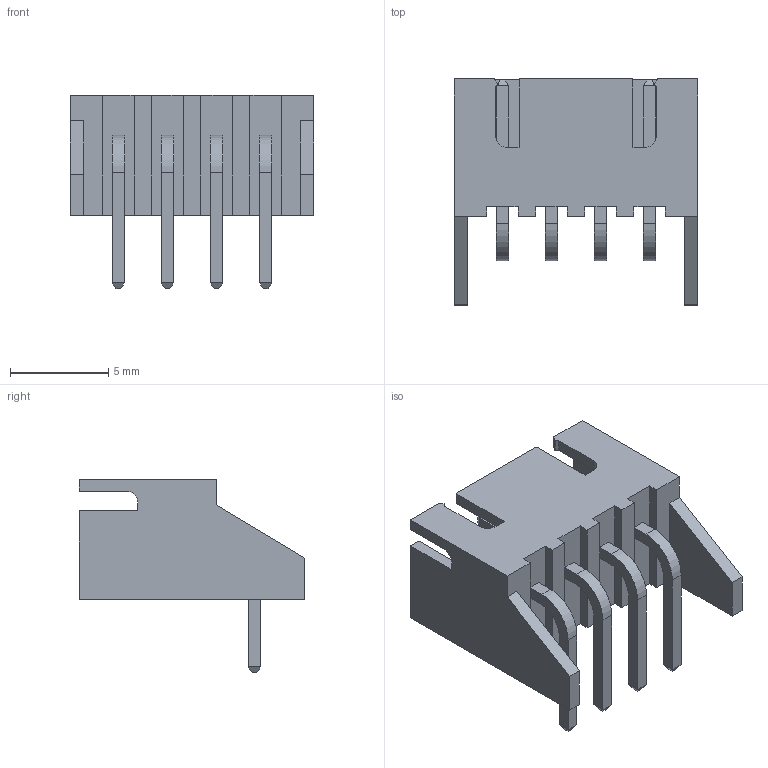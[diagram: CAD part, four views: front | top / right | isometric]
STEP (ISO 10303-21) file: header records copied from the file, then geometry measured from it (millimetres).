
FILE_DESCRIPTION(('FreeCAD Model'),'2;1');
FILE_NAME('Open CASCADE Shape Model','2024-01-28T11:00:17',(''),(''), 'Open CASCADE STEP processor 7.7','FreeCAD','Unknown');
FILE_SCHEMA(('AUTOMOTIVE_DESIGN { 1 0 10303 214 1 1 1 1 }'));
Length unit declared in the file: millimetre
Products named in the file (4): Part; Body; Array; Leg
Assembly tree (6 placements, depth 3):
  Part
    Body
    Array
      Leg  x4
Bounding box: 12.4 x 11.5 x 9.83 mm (x, y, z)
Volume: 245.1 mm3; surface area: 831.6 mm2
Topology: 5 solids, 5 shells, 152 faces, 394 edges, 252 vertices
Faces by surface type: plane 132, cylinder 20
Entity records: 3227 total; most frequent: CARTESIAN_POINT 559, ORIENTED_EDGE 548, DIRECTION 512, EDGE_CURVE 274, LINE 246, VECTOR 246, VERTEX_POINT 180, AXIS2_PLACEMENT_3D 133
